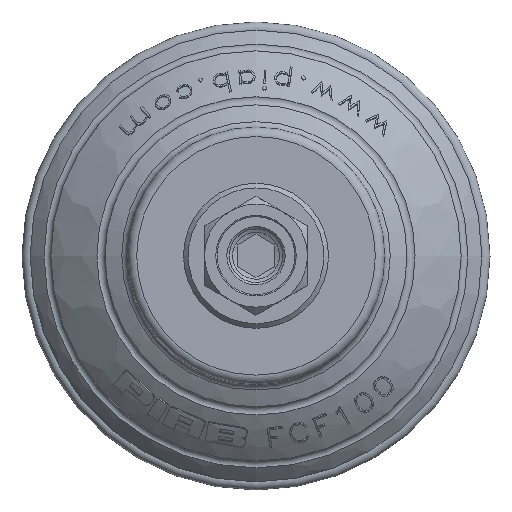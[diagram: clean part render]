
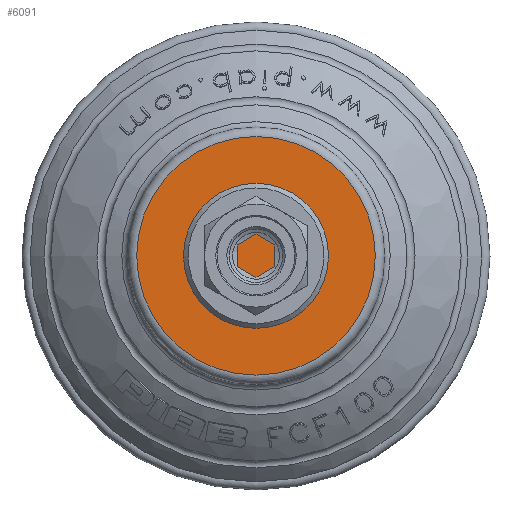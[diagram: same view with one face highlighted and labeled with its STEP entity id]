
A CAD part, top view. The second image highlights one B-rep face of the part: STEP entity #6091.
In plain terms, the highlighted planar face has unit normal (0, 0, 1).
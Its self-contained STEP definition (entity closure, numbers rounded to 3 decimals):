
#6091 = ADVANCED_FACE( '', ( #10260 ), #10261, .T. );
#10260 = FACE_OUTER_BOUND( '', #19114, .T. );
#10261 = PLANE( '', #19115 );
#19114 = EDGE_LOOP( '', ( #22749 ) );
#19115 = AXIS2_PLACEMENT_3D( '', #22750, #22751, #22752 );
#20214 = EDGE_CURVE( '', #24629, #24629, #24630, .T. );
#22749 = ORIENTED_EDGE( '', *, *, #20214, .T. );
#22750 = CARTESIAN_POINT( '', ( -27.5, 0., 24. ) );
#22751 = DIRECTION( '', ( 0., 0., 1. ) );
#22752 = DIRECTION( '', ( 1., 0., 0. ) );
#24629 = VERTEX_POINT( '', #31888 );
#24630 = CIRCLE( '', #31889, 25.5 );
#31888 = CARTESIAN_POINT( '', ( 25.5, 0., 24. ) );
#31889 = AXIS2_PLACEMENT_3D( '', #40082, #40083, #40084 );
#40082 = CARTESIAN_POINT( '', ( 0., 0., 24. ) );
#40083 = DIRECTION( '', ( 0., 0., 1. ) );
#40084 = DIRECTION( '', ( 1., 0., 0. ) );
